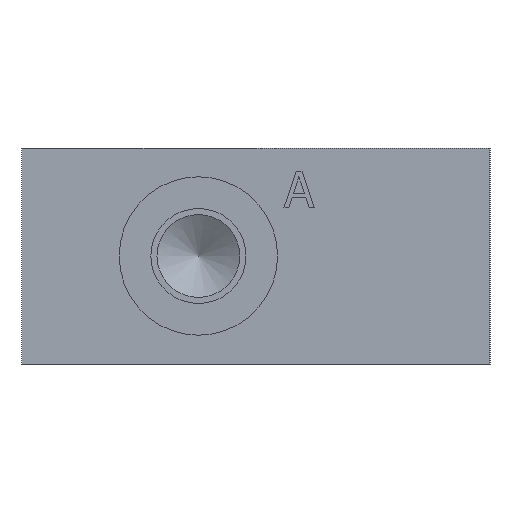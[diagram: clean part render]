
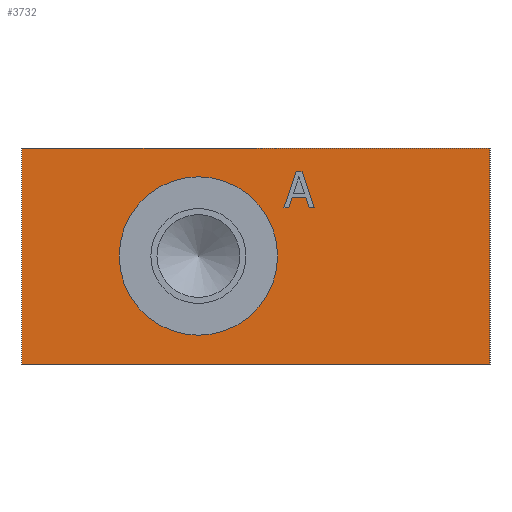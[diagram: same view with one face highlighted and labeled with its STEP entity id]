
A CAD part, left-side view. The second image highlights one B-rep face of the part: STEP entity #3732.
In plain terms, the highlighted planar face has unit normal (-1, 0, 0).
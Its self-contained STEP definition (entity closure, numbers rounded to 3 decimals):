
#128=LINE('',#5224,#459);
#132=LINE('',#5232,#463);
#135=LINE('',#5238,#466);
#138=LINE('',#5244,#469);
#141=LINE('',#5250,#472);
#144=LINE('',#5256,#475);
#147=LINE('',#5262,#478);
#150=LINE('',#5267,#481);
#152=LINE('',#5273,#483);
#153=LINE('',#5275,#484);
#154=LINE('',#5277,#485);
#155=LINE('',#5278,#486);
#459=VECTOR('',#4231,0.673);
#463=VECTOR('',#4237,1.47);
#466=VECTOR('',#4242,1.908);
#469=VECTOR('',#4247,1.47);
#472=VECTOR('',#4252,0.701);
#475=VECTOR('',#4257,5.276);
#478=VECTOR('',#4262,0.818);
#481=VECTOR('',#4267,5.276);
#483=VECTOR('',#4273,30.);
#484=VECTOR('',#4274,65.);
#485=VECTOR('',#4275,30.);
#486=VECTOR('',#4276,65.);
#986=FACE_BOUND('',#1448,.T.);
#987=FACE_BOUND('',#1449,.T.);
#1074=PLANE('',#3950);
#1215=FACE_OUTER_BOUND('',#1447,.T.);
#1447=EDGE_LOOP('',(#2838,#2839,#2840,#2841));
#1448=EDGE_LOOP('',(#2842));
#1449=EDGE_LOOP('',(#2843,#2844,#2845,#2846,#2847,#2848,#2849,#2850));
#1693=CIRCLE('',#3951,11.);
#1801=VERTEX_POINT('',#5222);
#1802=VERTEX_POINT('',#5223);
#1805=VERTEX_POINT('',#5231);
#1807=VERTEX_POINT('',#5237);
#1809=VERTEX_POINT('',#5243);
#1811=VERTEX_POINT('',#5249);
#1813=VERTEX_POINT('',#5255);
#1815=VERTEX_POINT('',#5261);
#1817=VERTEX_POINT('',#5271);
#1818=VERTEX_POINT('',#5272);
#1819=VERTEX_POINT('',#5274);
#1820=VERTEX_POINT('',#5276);
#1821=VERTEX_POINT('',#5279);
#2196=EDGE_CURVE('',#1801,#1802,#128,.T.);
#2200=EDGE_CURVE('',#1805,#1801,#132,.T.);
#2203=EDGE_CURVE('',#1807,#1805,#135,.T.);
#2206=EDGE_CURVE('',#1809,#1807,#138,.T.);
#2209=EDGE_CURVE('',#1811,#1809,#141,.T.);
#2212=EDGE_CURVE('',#1813,#1811,#144,.T.);
#2215=EDGE_CURVE('',#1815,#1813,#147,.T.);
#2218=EDGE_CURVE('',#1802,#1815,#150,.T.);
#2220=EDGE_CURVE('',#1817,#1818,#152,.T.);
#2221=EDGE_CURVE('',#1819,#1818,#153,.T.);
#2222=EDGE_CURVE('',#1820,#1819,#154,.T.);
#2223=EDGE_CURVE('',#1817,#1820,#155,.T.);
#2224=EDGE_CURVE('',#1821,#1821,#1693,.T.);
#2838=ORIENTED_EDGE('',*,*,#2220,.T.);
#2839=ORIENTED_EDGE('',*,*,#2221,.F.);
#2840=ORIENTED_EDGE('',*,*,#2222,.F.);
#2841=ORIENTED_EDGE('',*,*,#2223,.F.);
#2842=ORIENTED_EDGE('',*,*,#2224,.T.);
#2843=ORIENTED_EDGE('',*,*,#2196,.T.);
#2844=ORIENTED_EDGE('',*,*,#2218,.T.);
#2845=ORIENTED_EDGE('',*,*,#2215,.T.);
#2846=ORIENTED_EDGE('',*,*,#2212,.T.);
#2847=ORIENTED_EDGE('',*,*,#2209,.T.);
#2848=ORIENTED_EDGE('',*,*,#2206,.T.);
#2849=ORIENTED_EDGE('',*,*,#2203,.T.);
#2850=ORIENTED_EDGE('',*,*,#2200,.T.);
#3732=ADVANCED_FACE('',(#1215,#986,#987),#1074,.F.);
#3950=AXIS2_PLACEMENT_3D('',#5270,#4271,#4272);
#3951=AXIS2_PLACEMENT_3D('',#5280,#4277,#4278);
#4231=DIRECTION('',(0.,1.,0.));
#4237=DIRECTION('',(0.,0.309,-0.951));
#4242=DIRECTION('',(0.,1.,0.));
#4247=DIRECTION('',(0.,0.309,0.951));
#4252=DIRECTION('',(0.,1.,0.));
#4257=DIRECTION('',(0.,-0.319,-0.948));
#4262=DIRECTION('',(0.,-1.,0.));
#4267=DIRECTION('',(0.,-0.319,0.948));
#4271=DIRECTION('center_axis',(1.,0.,0.));
#4272=DIRECTION('ref_axis',(0.,0.,-1.));
#4273=DIRECTION('',(0.,0.,-1.));
#4274=DIRECTION('',(0.,1.,0.));
#4275=DIRECTION('',(0.,0.,-1.));
#4276=DIRECTION('',(0.,-1.,0.));
#4277=DIRECTION('center_axis',(1.,0.,0.));
#4278=DIRECTION('ref_axis',(0.,1.,0.));
#5222=CARTESIAN_POINT('',(245.,27.942,66.685));
#5223=CARTESIAN_POINT('',(245.,28.614,66.685));
#5224=CARTESIAN_POINT('',(245.,30.221,66.685));
#5231=CARTESIAN_POINT('',(245.,27.488,68.082));
#5232=CARTESIAN_POINT('',(245.,28.914,63.691));
#5237=CARTESIAN_POINT('',(245.,25.579,68.082));
#5238=CARTESIAN_POINT('',(245.,29.04,68.082));
#5243=CARTESIAN_POINT('',(245.,25.125,66.685));
#5244=CARTESIAN_POINT('',(245.,24.495,64.744));
#5249=CARTESIAN_POINT('',(245.,24.425,66.685));
#5250=CARTESIAN_POINT('',(245.,28.462,66.685));
#5255=CARTESIAN_POINT('',(245.,26.11,71.685));
#5256=CARTESIAN_POINT('',(245.,24.668,67.406));
#5261=CARTESIAN_POINT('',(245.,26.929,71.685));
#5262=CARTESIAN_POINT('',(245.,29.714,71.685));
#5267=CARTESIAN_POINT('',(245.,29.824,63.095));
#5270=CARTESIAN_POINT('Origin',(245.,32.5,60.));
#5271=CARTESIAN_POINT('',(245.,65.,75.));
#5272=CARTESIAN_POINT('',(245.,65.,45.));
#5273=CARTESIAN_POINT('',(245.,65.,60.));
#5274=CARTESIAN_POINT('',(245.,0.,45.));
#5275=CARTESIAN_POINT('',(245.,32.5,45.));
#5276=CARTESIAN_POINT('',(245.,0.,75.));
#5277=CARTESIAN_POINT('',(245.,0.,60.));
#5278=CARTESIAN_POINT('',(245.,32.5,75.));
#5279=CARTESIAN_POINT('',(245.,29.5,60.));
#5280=CARTESIAN_POINT('Origin',(245.,40.5,60.));
